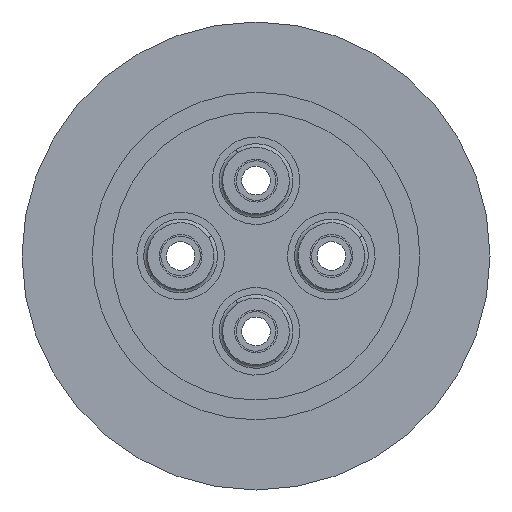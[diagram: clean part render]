
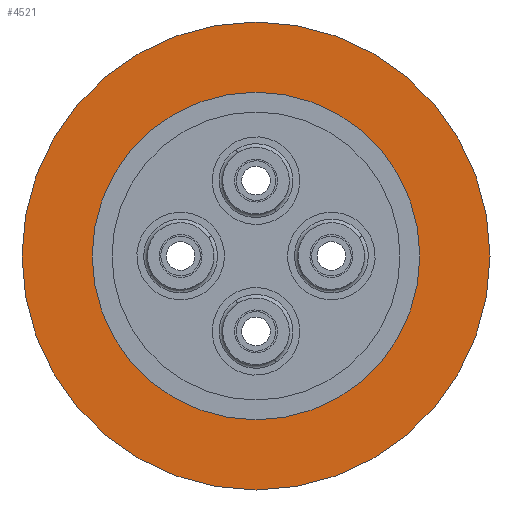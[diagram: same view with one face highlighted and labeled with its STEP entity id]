
A CAD part, front view. The second image highlights one B-rep face of the part: STEP entity #4521.
In plain terms, the highlighted planar face has unit normal (0, -1, 0).
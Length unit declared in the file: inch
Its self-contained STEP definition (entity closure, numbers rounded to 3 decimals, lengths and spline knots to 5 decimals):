
#244 = VERTEX_POINT ( 'NONE', #3839 ) ;
#396 = EDGE_CURVE ( 'NONE', #4649, #992, #489, .T. ) ;
#489 = CIRCLE ( 'NONE', #4636, 1.475 ) ;
#502 = CIRCLE ( 'NONE', #597, 1.0325 ) ;
#578 = FACE_OUTER_BOUND ( 'NONE', #2044, .T. ) ;
#597 = AXIS2_PLACEMENT_3D ( 'NONE', #6350, #2865, #2828 ) ;
#707 = PLANE ( 'NONE',  #4865 ) ;
#733 = AXIS2_PLACEMENT_3D ( 'NONE', #2511, #1058, #2002 ) ;
#901 = ORIENTED_EDGE ( 'NONE', *, *, #2145, .F. ) ;
#992 = VERTEX_POINT ( 'NONE', #1877 ) ;
#1058 = DIRECTION ( 'NONE',  ( 0., -1., 0. ) ) ;
#1308 = EDGE_CURVE ( 'NONE', #244, #3119, #3518, .T. ) ;
#1431 = DIRECTION ( 'NONE',  ( 0., 0., -1. ) ) ;
#1602 = EDGE_CURVE ( 'NONE', #992, #4649, #3277, .T. ) ;
#1877 = CARTESIAN_POINT ( 'NONE',  ( 0., 0., -1.475 ) ) ;
#2002 = DIRECTION ( 'NONE',  ( 0., 0., -1. ) ) ;
#2044 = EDGE_LOOP ( 'NONE', ( #2158, #4330 ) ) ;
#2145 = EDGE_CURVE ( 'NONE', #3119, #244, #502, .T. ) ;
#2158 = ORIENTED_EDGE ( 'NONE', *, *, #1602, .T. ) ;
#2182 = ORIENTED_EDGE ( 'NONE', *, *, #1308, .F. ) ;
#2424 = DIRECTION ( 'NONE',  ( 0., -1., 0. ) ) ;
#2511 = CARTESIAN_POINT ( 'NONE',  ( 0., 0., 0. ) ) ;
#2828 = DIRECTION ( 'NONE',  ( 0., 0., -1. ) ) ;
#2865 = DIRECTION ( 'NONE',  ( 0., -1., 0. ) ) ;
#3119 = VERTEX_POINT ( 'NONE', #4204 ) ;
#3277 = CIRCLE ( 'NONE', #5899, 1.475 ) ;
#3518 = CIRCLE ( 'NONE', #733, 1.0325 ) ;
#3839 = CARTESIAN_POINT ( 'NONE',  ( 0., 0., 1.0325 ) ) ;
#4192 = DIRECTION ( 'NONE',  ( 0., 1., 0. ) ) ;
#4204 = CARTESIAN_POINT ( 'NONE',  ( 0., 0., -1.0325 ) ) ;
#4225 = DIRECTION ( 'NONE',  ( 0., 0., 1. ) ) ;
#4330 = ORIENTED_EDGE ( 'NONE', *, *, #396, .T. ) ;
#4521 = ADVANCED_FACE ( 'NONE', ( #5016, #578 ), #707, .F. ) ;
#4636 = AXIS2_PLACEMENT_3D ( 'NONE', #5190, #6214, #6182 ) ;
#4649 = VERTEX_POINT ( 'NONE', #4832 ) ;
#4832 = CARTESIAN_POINT ( 'NONE',  ( 0., 0., 1.475 ) ) ;
#4865 = AXIS2_PLACEMENT_3D ( 'NONE', #6175, #4192, #4225 ) ;
#5016 = FACE_BOUND ( 'NONE', #5782, .T. ) ;
#5190 = CARTESIAN_POINT ( 'NONE',  ( 0., 0., 0. ) ) ;
#5422 = CARTESIAN_POINT ( 'NONE',  ( 0., 0., 0. ) ) ;
#5782 = EDGE_LOOP ( 'NONE', ( #901, #2182 ) ) ;
#5899 = AXIS2_PLACEMENT_3D ( 'NONE', #5422, #2424, #1431 ) ;
#6175 = CARTESIAN_POINT ( 'NONE',  ( -1.0325, 0., 0. ) ) ;
#6182 = DIRECTION ( 'NONE',  ( 0., 0., -1. ) ) ;
#6214 = DIRECTION ( 'NONE',  ( 0., -1., 0. ) ) ;
#6350 = CARTESIAN_POINT ( 'NONE',  ( 0., 0., 0. ) ) ;
